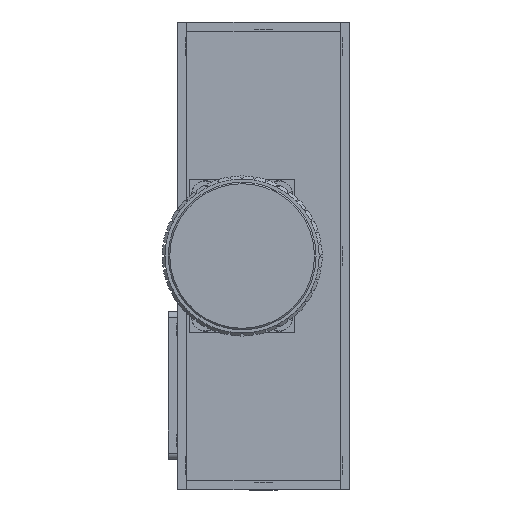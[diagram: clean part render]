
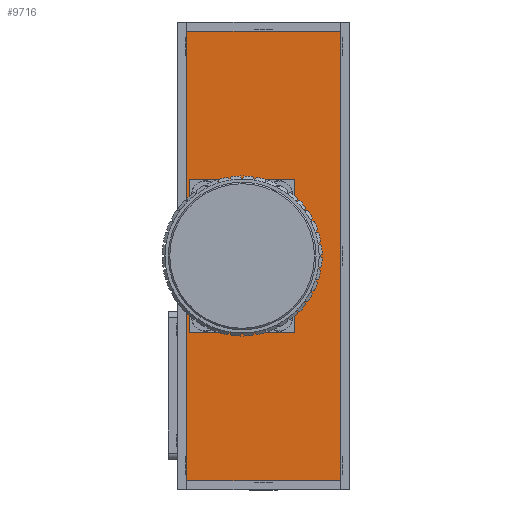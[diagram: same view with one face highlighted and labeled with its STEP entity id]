
A CAD part, left-side view. The second image highlights one B-rep face of the part: STEP entity #9716.
In plain terms, the highlighted planar face has unit normal (-1, 0, 0).
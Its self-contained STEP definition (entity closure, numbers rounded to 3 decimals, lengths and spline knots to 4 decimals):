
#1061 = VERTEX_POINT ( 'NONE', #43539 ) ;
#1193 = VECTOR ( 'NONE', #14945, 39.3701 ) ;
#3044 = DIRECTION ( 'NONE',  ( 0., 0., -1. ) ) ;
#6954 = LINE ( 'NONE', #26463, #72866 ) ;
#7094 = CARTESIAN_POINT ( 'NONE',  ( -3.6614, -0.1969, 0.4921 ) ) ;
#9028 = ORIENTED_EDGE ( 'NONE', *, *, #71976, .F. ) ;
#9716 = ADVANCED_FACE ( 'NONE', ( #21213, #34070 ), #22518, .F. ) ;
#10561 = EDGE_CURVE ( 'NONE', #81671, #49081, #79052, .T. ) ;
#11421 = ORIENTED_EDGE ( 'NONE', *, *, #10561, .F. ) ;
#12269 = ORIENTED_EDGE ( 'NONE', *, *, #39218, .F. ) ;
#14127 = DIRECTION ( 'NONE',  ( 0., 0., -1. ) ) ;
#14945 = DIRECTION ( 'NONE',  ( 0., 0., 1. ) ) ;
#15293 = EDGE_CURVE ( 'NONE', #38603, #39943, #62727, .T. ) ;
#16139 = ORIENTED_EDGE ( 'NONE', *, *, #46663, .F. ) ;
#19501 = CARTESIAN_POINT ( 'NONE',  ( -3.6614, 0.4724, -0.4921 ) ) ;
#20849 = ORIENTED_EDGE ( 'NONE', *, *, #56832, .F. ) ;
#21213 = FACE_BOUND ( 'NONE', #84811, .T. ) ;
#21657 = DIRECTION ( 'NONE',  ( 1., 0., 0. ) ) ;
#22514 = ORIENTED_EDGE ( 'NONE', *, *, #15293, .F. ) ;
#22518 = PLANE ( 'NONE',  #81939 ) ;
#26307 = DIRECTION ( 'NONE',  ( 0., -1., 0. ) ) ;
#26416 = CARTESIAN_POINT ( 'NONE',  ( -3.6614, -0.1969, -0.4921 ) ) ;
#26463 = CARTESIAN_POINT ( 'NONE',  ( -3.6614, -0.1969, 0.4921 ) ) ;
#27367 = CARTESIAN_POINT ( 'NONE',  ( -3.6614, -0.1969, -0.4921 ) ) ;
#28204 = DIRECTION ( 'NONE',  ( 0., 1., 0. ) ) ;
#28580 = CARTESIAN_POINT ( 'NONE',  ( -3.6614, 0.4921, 1.4961 ) ) ;
#29183 = VERTEX_POINT ( 'NONE', #38719 ) ;
#30973 = VECTOR ( 'NONE', #26307, 39.3701 ) ;
#32315 = VERTEX_POINT ( 'NONE', #7094 ) ;
#34070 = FACE_OUTER_BOUND ( 'NONE', #37370, .T. ) ;
#35270 = VERTEX_POINT ( 'NONE', #44233 ) ;
#35449 = LINE ( 'NONE', #63815, #54149 ) ;
#35570 = DIRECTION ( 'NONE',  ( 0., -1., 0. ) ) ;
#36809 = CARTESIAN_POINT ( 'NONE',  ( -3.6614, 0.4921, -1.437 ) ) ;
#37370 = EDGE_LOOP ( 'NONE', ( #56042, #22514, #53017, #20849 ) ) ;
#38603 = VERTEX_POINT ( 'NONE', #36809 ) ;
#38719 = CARTESIAN_POINT ( 'NONE',  ( -3.6614, -0.4921, 1.437 ) ) ;
#39100 = CARTESIAN_POINT ( 'NONE',  ( -3.6614, -0.1969, -0.4921 ) ) ;
#39218 = EDGE_CURVE ( 'NONE', #32315, #1061, #6954, .T. ) ;
#39943 = VERTEX_POINT ( 'NONE', #61713 ) ;
#43539 = CARTESIAN_POINT ( 'NONE',  ( -3.6614, 0.4724, 0.4921 ) ) ;
#44233 = CARTESIAN_POINT ( 'NONE',  ( -3.6614, -0.4921, -1.437 ) ) ;
#45368 = CARTESIAN_POINT ( 'NONE',  ( -3.6614, 0.5512, -1.437 ) ) ;
#46529 = DIRECTION ( 'NONE',  ( 0., 0., -1. ) ) ;
#46663 = EDGE_CURVE ( 'NONE', #1061, #81671, #85636, .T. ) ;
#48685 = CARTESIAN_POINT ( 'NONE',  ( -3.6614, 0.5512, 1.4961 ) ) ;
#49081 = VERTEX_POINT ( 'NONE', #26416 ) ;
#53017 = ORIENTED_EDGE ( 'NONE', *, *, #85682, .T. ) ;
#54149 = VECTOR ( 'NONE', #3044, 39.3701 ) ;
#55637 = DIRECTION ( 'NONE',  ( 0., 0., 1. ) ) ;
#56042 = ORIENTED_EDGE ( 'NONE', *, *, #84501, .F. ) ;
#56832 = EDGE_CURVE ( 'NONE', #29183, #35270, #35449, .T. ) ;
#58261 = VECTOR ( 'NONE', #55637, 39.3701 ) ;
#61713 = CARTESIAN_POINT ( 'NONE',  ( -3.6614, 0.4921, 1.437 ) ) ;
#62172 = VECTOR ( 'NONE', #79930, 39.3701 ) ;
#62727 = LINE ( 'NONE', #28580, #58261 ) ;
#63485 = LINE ( 'NONE', #83910, #76243 ) ;
#63815 = CARTESIAN_POINT ( 'NONE',  ( -3.6614, -0.4921, 1.4961 ) ) ;
#71976 = EDGE_CURVE ( 'NONE', #49081, #32315, #83235, .T. ) ;
#72006 = VECTOR ( 'NONE', #46529, 39.3701 ) ;
#72866 = VECTOR ( 'NONE', #28204, 39.3701 ) ;
#73762 = LINE ( 'NONE', #45368, #30973 ) ;
#76243 = VECTOR ( 'NONE', #35570, 39.3701 ) ;
#79052 = LINE ( 'NONE', #39100, #62172 ) ;
#79930 = DIRECTION ( 'NONE',  ( 0., -1., 0. ) ) ;
#80804 = CARTESIAN_POINT ( 'NONE',  ( -3.6614, 0.4724, -0.4921 ) ) ;
#81671 = VERTEX_POINT ( 'NONE', #80804 ) ;
#81939 = AXIS2_PLACEMENT_3D ( 'NONE', #48685, #21657, #14127 ) ;
#83235 = LINE ( 'NONE', #27367, #1193 ) ;
#83910 = CARTESIAN_POINT ( 'NONE',  ( -3.6614, 0.5512, 1.437 ) ) ;
#84501 = EDGE_CURVE ( 'NONE', #39943, #29183, #63485, .T. ) ;
#84811 = EDGE_LOOP ( 'NONE', ( #11421, #16139, #12269, #9028 ) ) ;
#85636 = LINE ( 'NONE', #19501, #72006 ) ;
#85682 = EDGE_CURVE ( 'NONE', #38603, #35270, #73762, .T. ) ;
